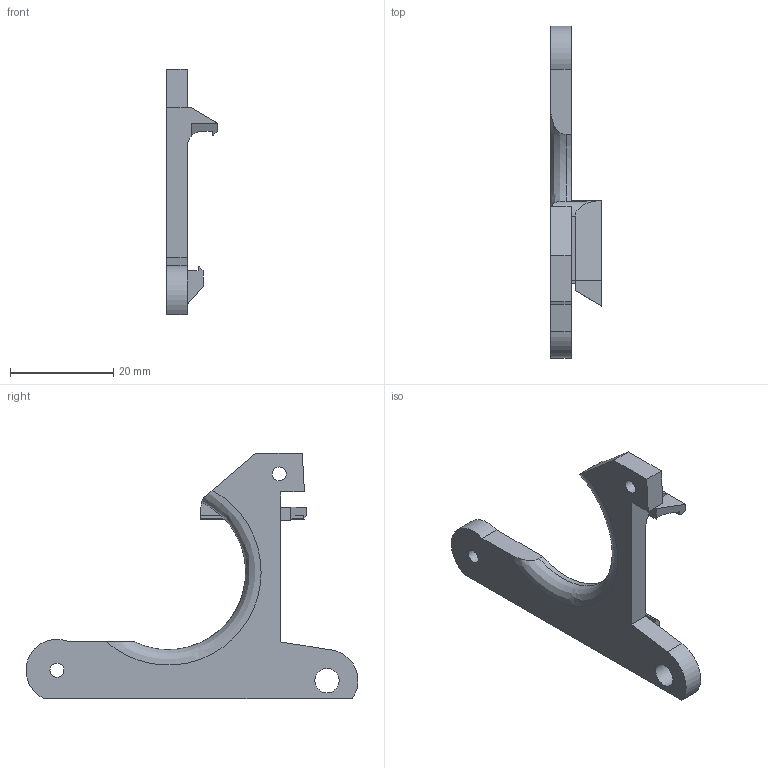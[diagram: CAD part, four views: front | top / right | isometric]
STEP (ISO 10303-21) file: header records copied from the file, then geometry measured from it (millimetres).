
FILE_DESCRIPTION(/* description */ ('STEP AP242','CAx-IF Rec.Pracs.---Representation and Presentation of Product Manufacturing Information (PMI)---4.0---2014-10-13','CAx-IF Rec.Pracs.---3D Tessellated Geometry---0.4---2014-09-14','2;1'),/* implementation_level */ '2;1');
FILE_NAME(/* name */ '62dca9db3b8e6412eb76f64d',/* time_stamp */ '2022-07-24T02:09:31+00:00',/* author */ (''),/* organization */ (''),/* preprocessor_version */ 'ST-DEVELOPER v18.102',/* originating_system */ ' ',/* authorisation */ ' ');
FILE_SCHEMA (('AP242_MANAGED_MODEL_BASED_3D_ENGINEERING_MIM_LF { 1 0 10303 442 1 1 4 }'));
Length unit declared in the file: metre
Products named in the file (1): mk3 clip 2mm lower
Bounding box: 9.85 x 64.23 x 47.5 mm (x, y, z)
Volume: 4536.7 mm3; surface area: 3353.4 mm2
Topology: 1 solids, 1 shells, 40 faces, 108 edges, 71 vertices
Faces by surface type: plane 29, cylinder 10, bspline 1
Full cylindrical faces by diameter (mm): 2.7 x2, 4.7 x1
Entity records: 1408 total; most frequent: CARTESIAN_POINT 374, ORIENTED_EDGE 210, DIRECTION 199, EDGE_CURVE 105, LINE 77, VECTOR 77, VERTEX_POINT 71, AXIS2_PLACEMENT_3D 61
